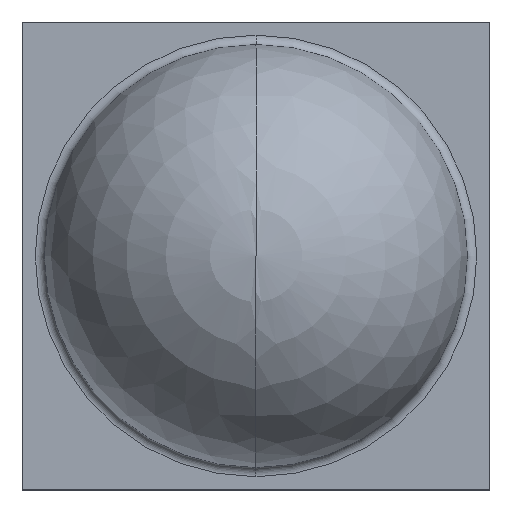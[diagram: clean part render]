
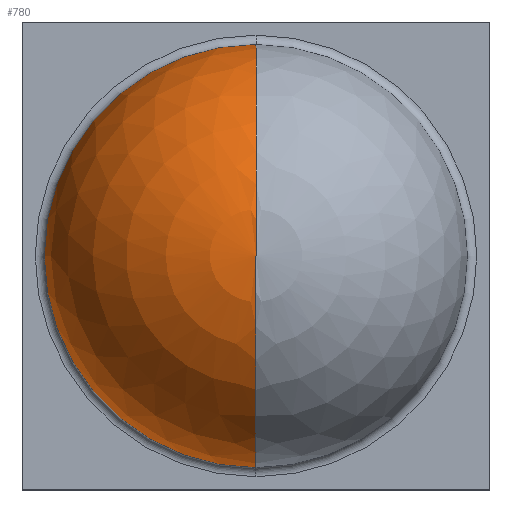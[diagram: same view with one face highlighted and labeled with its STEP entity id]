
A CAD part, top view. The second image highlights one B-rep face of the part: STEP entity #780.
In plain terms, the highlighted spherical face has radius 2.26 mm.
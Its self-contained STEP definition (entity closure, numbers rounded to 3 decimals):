
#137=CARTESIAN_POINT('',(0.,0.,0.159));
#138=DIRECTION('',(0.,0.,-1.));
#139=DIRECTION('',(0.,-1.,0.));
#140=AXIS2_PLACEMENT_3D('',#137,#138,#139);
#142=CARTESIAN_POINT('',(0.,0.,0.1));
#143=DIRECTION('',(1.,0.,0.));
#144=DIRECTION('',(0.,1.,0.026));
#145=AXIS2_PLACEMENT_3D('',#142,#143,#144);
#147=CARTESIAN_POINT('',(0.,0.,0.1));
#148=DIRECTION('',(1.,0.,0.));
#149=DIRECTION('',(0.,0.,1.));
#150=AXIS2_PLACEMENT_3D('',#147,#148,#149);
#465=CARTESIAN_POINT('',(0.,2.259,
0.159));
#466=CARTESIAN_POINT('',(0.,-2.259,
0.159));
#467=VERTEX_POINT('',#465);
#468=VERTEX_POINT('',#466);
#469=CARTESIAN_POINT('',(0.,0.,2.36));
#470=VERTEX_POINT('',#469);
#768=CARTESIAN_POINT('',(0.,0.,0.1));
#769=DIRECTION('',(0.,0.,-1.));
#770=DIRECTION('',(0.,1.,0.));
#771=AXIS2_PLACEMENT_3D('',#768,#769,#770);
#772=SPHERICAL_SURFACE('',#771,2.26);
#773=ORIENTED_EDGE('',*,*,#758,.T.);
#775=ORIENTED_EDGE('',*,*,#774,.T.);
#777=ORIENTED_EDGE('',*,*,#776,.T.);
#778=EDGE_LOOP('',(#773,#775,#777));
#779=FACE_OUTER_BOUND('',#778,.F.);
#780=ADVANCED_FACE('',(#779),#772,.T.);
#141=CIRCLE('',#140,2.259);
#146=CIRCLE('',#145,2.26);
#151=CIRCLE('',#150,2.26);
#758=EDGE_CURVE('',#468,#467,#141,.T.);
#774=EDGE_CURVE('',#467,#470,#146,.T.);
#776=EDGE_CURVE('',#470,#468,#151,.T.);
